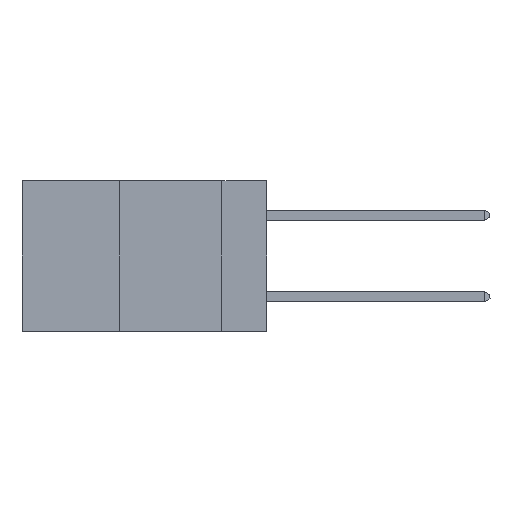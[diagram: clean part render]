
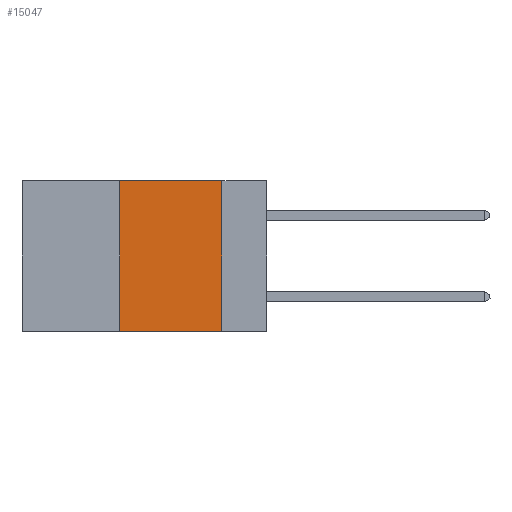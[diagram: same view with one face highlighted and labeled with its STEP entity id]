
A CAD part, left-side view. The second image highlights one B-rep face of the part: STEP entity #15047.
In plain terms, the highlighted planar face has unit normal (-1, 0, 0).
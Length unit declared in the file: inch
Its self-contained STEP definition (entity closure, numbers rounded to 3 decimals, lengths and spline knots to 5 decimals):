
#66 = VECTOR ( 'NONE', #6440, 39.37008 ) ;
#1047 = FACE_OUTER_BOUND ( 'NONE', #23887, .T. ) ;
#2416 = VERTEX_POINT ( 'NONE', #12767 ) ;
#2455 = ORIENTED_EDGE ( 'NONE', *, *, #10931, .F. ) ;
#4665 = VERTEX_POINT ( 'NONE', #17837 ) ;
#6354 = CARTESIAN_POINT ( 'NONE',  ( 0., 0.11, 0. ) ) ;
#6440 = DIRECTION ( 'NONE',  ( 0., 0., -1. ) ) ;
#6668 = LINE ( 'NONE', #15694, #9242 ) ;
#8694 = VECTOR ( 'NONE', #14896, 39.37008 ) ;
#8703 = ORIENTED_EDGE ( 'NONE', *, *, #11426, .F. ) ;
#9223 = EDGE_CURVE ( 'NONE', #4665, #10689, #16763, .T. ) ;
#9242 = VECTOR ( 'NONE', #22896, 39.37008 ) ;
#9805 = CARTESIAN_POINT ( 'NONE',  ( 0., 0.11, -0.37 ) ) ;
#10121 = AXIS2_PLACEMENT_3D ( 'NONE', #22337, #14571, #13026 ) ;
#10165 = LINE ( 'NONE', #23568, #21750 ) ;
#10689 = VERTEX_POINT ( 'NONE', #9805 ) ;
#10931 = EDGE_CURVE ( 'NONE', #12245, #2416, #10165, .T. ) ;
#11162 = PLANE ( 'NONE',  #10121 ) ;
#11426 = EDGE_CURVE ( 'NONE', #4665, #12245, #6668, .T. ) ;
#12245 = VERTEX_POINT ( 'NONE', #22870 ) ;
#12767 = CARTESIAN_POINT ( 'NONE',  ( 0., 0.11, 0. ) ) ;
#13026 = DIRECTION ( 'NONE',  ( 0., 0., -1. ) ) ;
#14561 = ORIENTED_EDGE ( 'NONE', *, *, #9223, .T. ) ;
#14571 = DIRECTION ( 'NONE',  ( 1., 0., 0. ) ) ;
#14896 = DIRECTION ( 'NONE',  ( 0., -1., 0. ) ) ;
#15047 = ADVANCED_FACE ( 'NONE', ( #1047 ), #11162, .F. ) ;
#15694 = CARTESIAN_POINT ( 'NONE',  ( 0., 0.36, 0. ) ) ;
#16415 = DIRECTION ( 'NONE',  ( 0., -1., 0. ) ) ;
#16763 = LINE ( 'NONE', #20400, #8694 ) ;
#17837 = CARTESIAN_POINT ( 'NONE',  ( 0., 0.36, -0.37 ) ) ;
#19820 = LINE ( 'NONE', #6354, #66 ) ;
#20400 = CARTESIAN_POINT ( 'NONE',  ( 0., 0.6, -0.37 ) ) ;
#20897 = EDGE_CURVE ( 'NONE', #2416, #10689, #19820, .T. ) ;
#21750 = VECTOR ( 'NONE', #16415, 39.37008 ) ;
#22337 = CARTESIAN_POINT ( 'NONE',  ( 0., 0.6, 0. ) ) ;
#22490 = ORIENTED_EDGE ( 'NONE', *, *, #20897, .F. ) ;
#22870 = CARTESIAN_POINT ( 'NONE',  ( 0., 0.36, 0. ) ) ;
#22896 = DIRECTION ( 'NONE',  ( 0., 0., 1. ) ) ;
#23568 = CARTESIAN_POINT ( 'NONE',  ( 0., 0.6, 0. ) ) ;
#23887 = EDGE_LOOP ( 'NONE', ( #22490, #2455, #8703, #14561 ) ) ;
